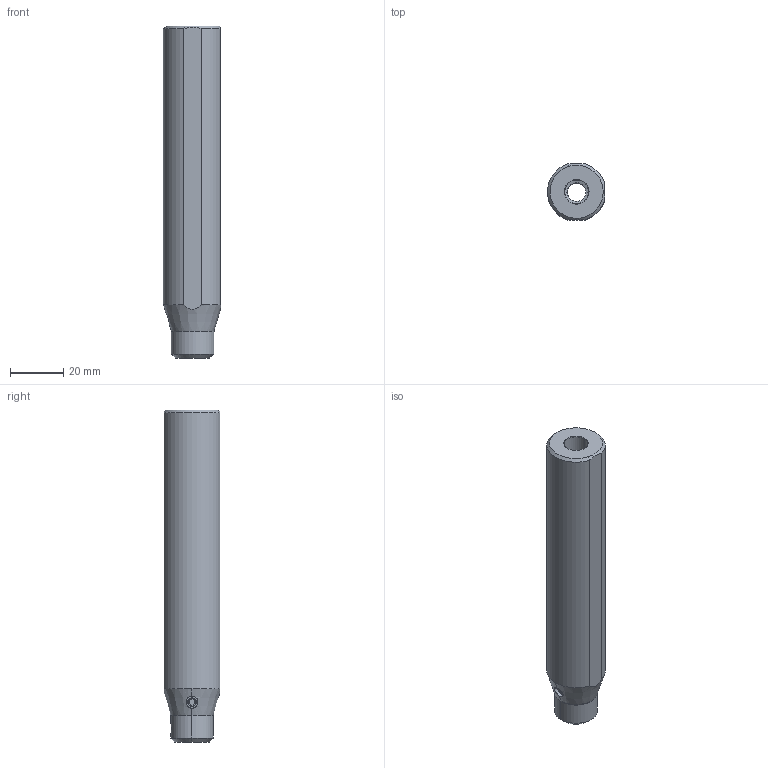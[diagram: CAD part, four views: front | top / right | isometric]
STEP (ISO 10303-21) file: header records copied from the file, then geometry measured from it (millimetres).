
FILE_DESCRIPTION(/* description */ (''),/* implementation_level */ '2;1');
FILE_NAME(/* name */ 'RBH2270N.stp',/* time_stamp */ '2022-02-03T10:27:51+09:00',/* author */ (''),/* organization */ (''),/* preprocessor_version */ 'ST-DEVELOPER v16',/* originating_system */ 'SIEMENS PLM Software NX 10.0',/* authorisation */ '');
FILE_SCHEMA (('AUTOMOTIVE_DESIGN { 1 0 10303 214 3 1 1 1 }'));
Length unit declared in the file: millimetre
Products named in the file (1): RBH2270N_ASM
Bounding box: 21.5 x 21 x 125 mm (x, y, z)
Volume: 37291.9 mm3; surface area: 12518.9 mm2
Topology: 5 solids, 5 shells, 105 faces, 243 edges, 154 vertices
Faces by surface type: plane 42, cone 34, cylinder 27, torus 2
Entity records: 3544 total; most frequent: CARTESIAN_POINT 920, DIRECTION 550, ORIENTED_EDGE 486, EDGE_CURVE 243, AXIS2_PLACEMENT_3D 206, VERTEX_POINT 151, LINE 138, VECTOR 138
